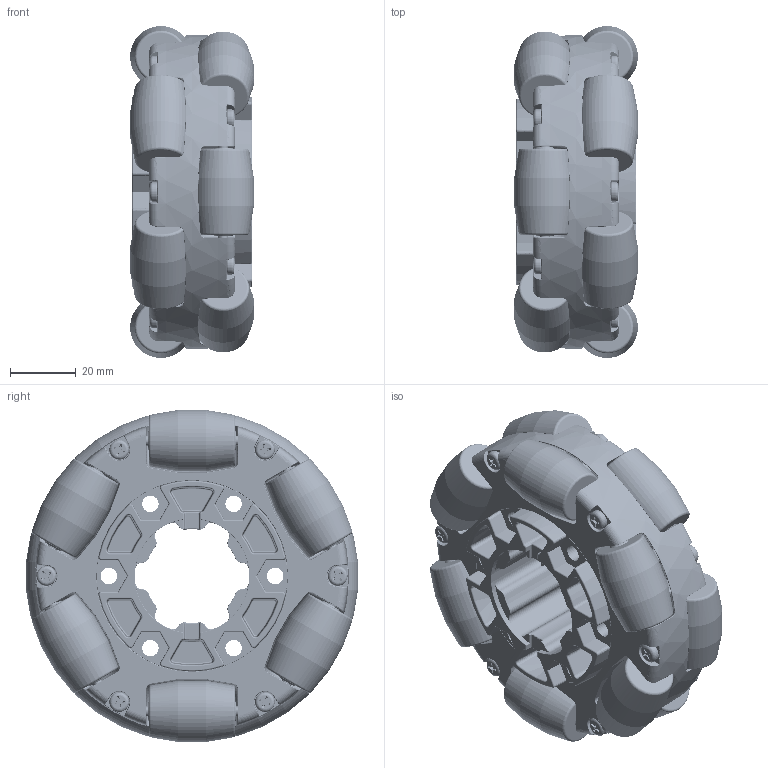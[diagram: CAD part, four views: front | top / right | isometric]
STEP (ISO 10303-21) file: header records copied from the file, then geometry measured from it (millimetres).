
FILE_DESCRIPTION (( 'STEP AP203' ), '1' );
FILE_NAME ('REV-21-2474.STEP', '2021-08-02T18:23:09', ( '' ), ( '' ), 'SwSTEP 2.0', 'SolidWorks 2019', '' );
FILE_SCHEMA (( 'CONFIG_CONTROL_DESIGN' ));
Length unit declared in the file: inch
Products named in the file (1): REV-21-2474
Bounding box: 37.75 x 101.25 x 101.25 mm (x, y, z)
Volume: 176956.6 mm3; surface area: 102358.2 mm2
Topology: 51 solids, 51 shells, 7287 faces, 18142 edges, 10787 vertices
Faces by surface type: cylinder 2201, bspline 1852, torus 1236, plane 1020, cone 730, sphere 248
Entity records: 332270 total; most frequent: CARTESIAN_POINT 178945, ORIENTED_EDGE 35772, DIRECTION 27705, EDGE_CURVE 17886, AXIS2_PLACEMENT_3D 11623, VERTEX_POINT 10787, EDGE_LOOP 7463, FACE_OUTER_BOUND 7287
